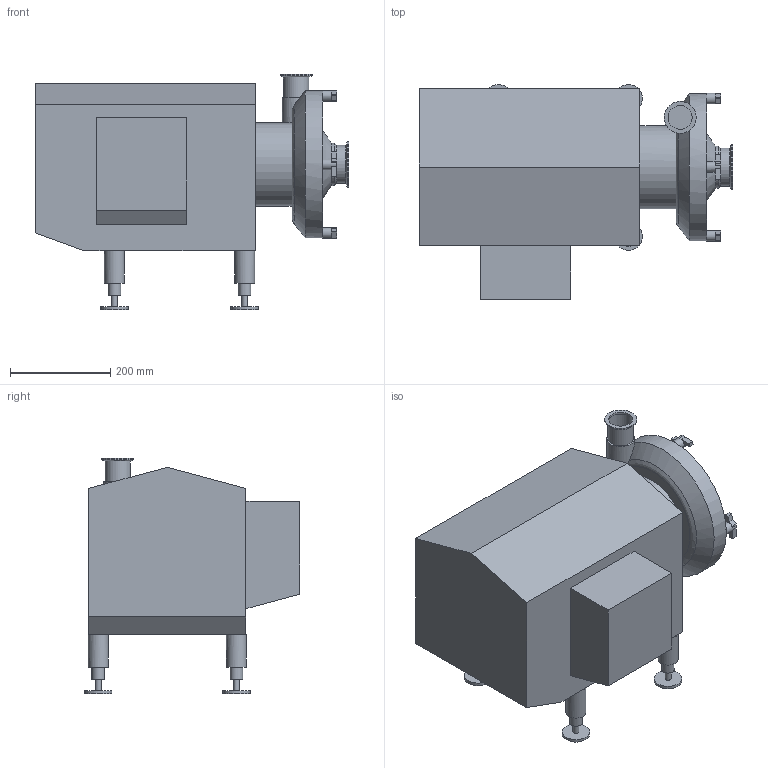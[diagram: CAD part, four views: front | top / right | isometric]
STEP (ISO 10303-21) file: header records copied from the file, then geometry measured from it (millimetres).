
FILE_DESCRIPTION(/* description */ (''),/* implementation_level */ '2;1');
FILE_NAME(/* name */ '',/* time_stamp */ '2024-11-22T09:53:25+09:00',/* author */ ('m'),/* organization */ (''),/* preprocessor_version */ 'ST-DEVELOPER v20',/* originating_system */ 'Autodesk Inventor 2025',/* authorisation */ '');
FILE_SCHEMA (('CONFIG_CONTROL_DESIGN'));
Length unit declared in the file: millimetre
Products named in the file (1): EZM_30X20-CXC_KARI
Bounding box: 626 x 429.5 x 470 mm (x, y, z)
Volume: 52125539.8 mm3; surface area: 1139565.3 mm2
Topology: 1 solids, 5 shells, 156 faces, 361 edges, 229 vertices
Faces by surface type: plane 108, cylinder 34, cone 10, bspline 2, torus 2
Full cylindrical faces by diameter (mm): 10.917 x4, 12 x4, 21 x4, 25 x4, 40 x4, 47.8 x1, 50.8 x1, 55 x4, 55.8 x1, 64 x1, 72.3 x1, 76.3 x1, 84.3 x1, 91 x1, 166 x1, 294 x1
Entity records: 4556 total; most frequent: CARTESIAN_POINT 882, DIRECTION 784, ORIENTED_EDGE 714, EDGE_CURVE 357, AXIS2_PLACEMENT_3D 283, VERTEX_POINT 229, LINE 218, VECTOR 218
